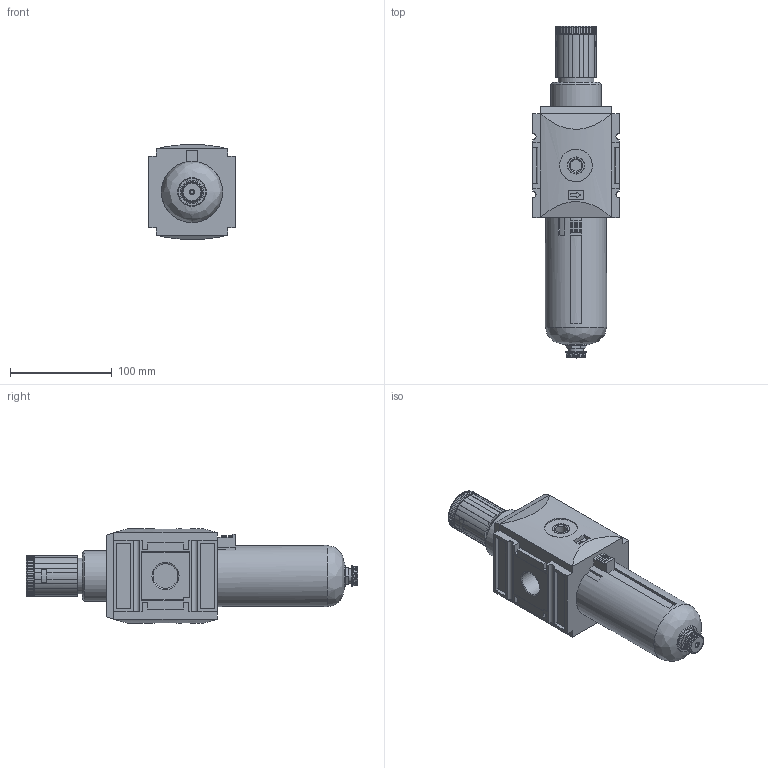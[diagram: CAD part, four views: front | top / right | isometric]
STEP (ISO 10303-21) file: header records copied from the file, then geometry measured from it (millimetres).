
FILE_DESCRIPTION( ( 'STEP AP214' ), ' ' );
FILE_NAME( '92104.FF30.stp', '2016-12-05T13:43:58', ( '' ), ( '' ), ' ', 'PARTsolutions', ' ' );
FILE_SCHEMA( ( 'AUTOMOTIVE_DESIGN { 1 0 10303 214 1 1 1 1 }' ) );
Length unit declared in the file: millimetre
Products named in the file (4): 92104.FF30; _FU 6110G 3/4000-1; _FU 6110-3; _FU 6110_0
Assembly tree (3 placements, depth 2):
  92104.FF30
    _FU 6110G 3/4000-1
    _FU 6110-3
    _FU 6110_0
Bounding box: 85 x 326 x 93.28 mm (x, y, z)
Volume: 1194926 mm3; surface area: 111015.9 mm2
Topology: 3 solids, 3 shells, 608 faces, 1617 edges, 1054 vertices
Faces by surface type: plane 297, cylinder 231, torus 54, cone 25, bspline 1
Full cylindrical faces by diameter (mm): 4 x2, 8.566 x1, 11.445 x1, 14 x1, 16.5 x2, 16.8 x2, 20 x1, 22 x1, 23 x1, 24.117 x2, 27 x1, 32 x2, 35 x1, 50 x1, 60 x1
Entity records: 25123 total; most frequent: CARTESIAN_POINT 5297, ORIENTED_EDGE 3136, DIRECTION 3052, EDGE_CURVE 1568, AXIS2_PLACEMENT_3D 1109, VERTEX_POINT 1042, LINE 834, VECTOR 834
